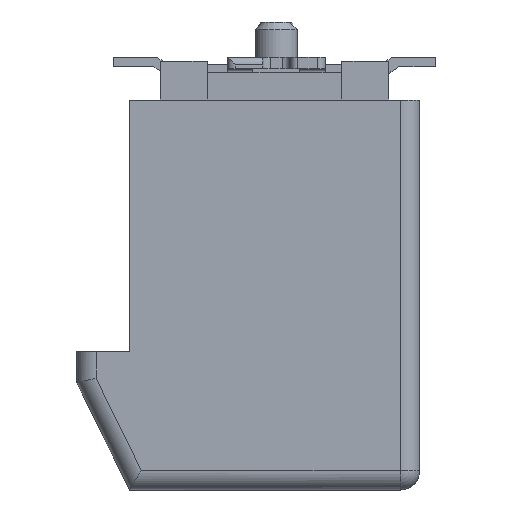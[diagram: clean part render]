
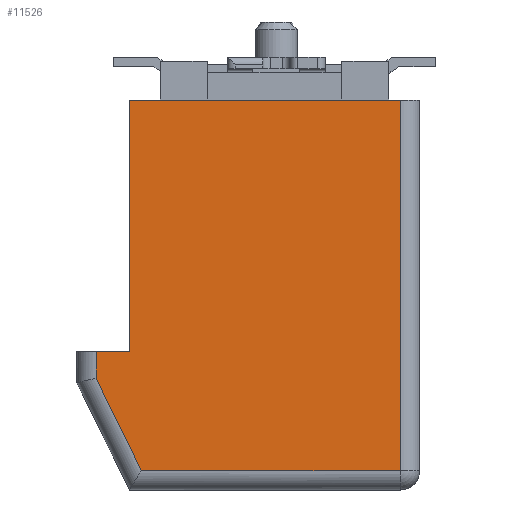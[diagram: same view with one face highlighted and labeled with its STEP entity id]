
A CAD part, front view. The second image highlights one B-rep face of the part: STEP entity #11526.
In plain terms, the highlighted planar face has unit normal (0, -1, 0).
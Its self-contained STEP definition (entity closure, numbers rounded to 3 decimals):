
#1=DIRECTION('',(-0.441,0.,0.898));
#2=VECTOR('',#1,2.636);
#3=CARTESIAN_POINT('',(-2.738,0.,-4.375));
#4=LINE('6905',#3,#2);
#5=DIRECTION('',(0.,0.,-1.));
#6=VECTOR('',#5,0.684);
#7=CARTESIAN_POINT('',(-3.9,0.,-1.325));
#8=LINE('6906',#7,#6);
#19=DIRECTION('',(1.,0.,0.));
#20=VECTOR('',#19,6.638);
#21=CARTESIAN_POINT('',(-2.738,0.,-4.375));
#22=LINE('6908',#21,#20);
#123=DIRECTION('',(0.,0.,1.));
#124=VECTOR('',#123,9.5);
#125=CARTESIAN_POINT('',(3.9,0.,-4.375));
#126=LINE('6930',#125,#124);
#141=DIRECTION('',(-1.,0.,0.));
#142=VECTOR('',#141,6.95);
#143=CARTESIAN_POINT('',(3.9,0.,5.125));
#144=LINE('6934',#143,#142);
#208=DIRECTION('',(0.,0.,-1.));
#209=VECTOR('',#208,6.45);
#210=CARTESIAN_POINT('',(-3.05,0.,5.125));
#211=LINE('6954',#210,#209);
#353=DIRECTION('',(-1.,0.,0.));
#354=VECTOR('',#353,0.85);
#355=CARTESIAN_POINT('',(-3.05,0.,-1.325));
#356=LINE('6985',#355,#354);
#8685=CARTESIAN_POINT('',(-2.738,0.,-4.375));
#8686=CARTESIAN_POINT('',(-3.9,0.,-2.009));
#8687=VERTEX_POINT('',#8685);
#8688=VERTEX_POINT('',#8686);
#8689=CARTESIAN_POINT('',(-3.9,0.,-1.325));
#8690=VERTEX_POINT('',#8689);
#8692=CARTESIAN_POINT('',(3.9,0.,-4.375));
#8693=VERTEX_POINT('',#8692);
#8721=CARTESIAN_POINT('',(3.9,0.,5.125));
#8722=VERTEX_POINT('',#8721);
#8727=CARTESIAN_POINT('',(-3.05,0.,5.125));
#8728=VERTEX_POINT('',#8727);
#8767=CARTESIAN_POINT('',(-3.05,0.,-1.325));
#8768=VERTEX_POINT('',#8767);
#11505=CARTESIAN_POINT('',(0.,0.,0.375));
#11506=DIRECTION('',(0.,1.,0.));
#11507=DIRECTION('',(1.,0.,0.));
#11508=AXIS2_PLACEMENT_3D('',#11505,#11506,#11507);
#11509=PLANE('8971',#11508);
#11511=ORIENTED_EDGE('6906',*,*,#11510,.F.);
#11513=ORIENTED_EDGE('6985',*,*,#11512,.F.);
#11515=ORIENTED_EDGE('6954',*,*,#11514,.F.);
#11517=ORIENTED_EDGE('6934',*,*,#11516,.F.);
#11519=ORIENTED_EDGE('6930',*,*,#11518,.F.);
#11521=ORIENTED_EDGE('6908',*,*,#11520,.F.);
#11523=ORIENTED_EDGE('6905',*,*,#11522,.T.);
#11524=EDGE_LOOP('8971',(#11511,#11513,#11515,#11517,#11519,#11521,#11523));
#11525=FACE_OUTER_BOUND('8971',#11524,.F.);
#11526=ADVANCED_FACE('8971',(#11525),#11509,.F.);
#11510=EDGE_CURVE('6906',#8690,#8688,#8,.T.);
#11512=EDGE_CURVE('6985',#8768,#8690,#356,.T.);
#11514=EDGE_CURVE('6954',#8728,#8768,#211,.T.);
#11516=EDGE_CURVE('6934',#8722,#8728,#144,.T.);
#11518=EDGE_CURVE('6930',#8693,#8722,#126,.T.);
#11520=EDGE_CURVE('6908',#8687,#8693,#22,.T.);
#11522=EDGE_CURVE('6905',#8687,#8688,#4,.T.);
